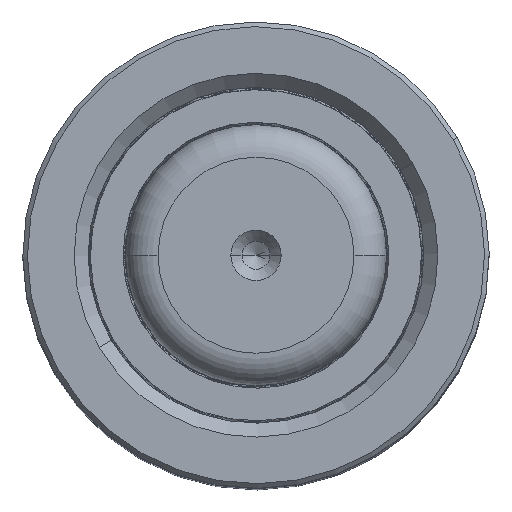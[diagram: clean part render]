
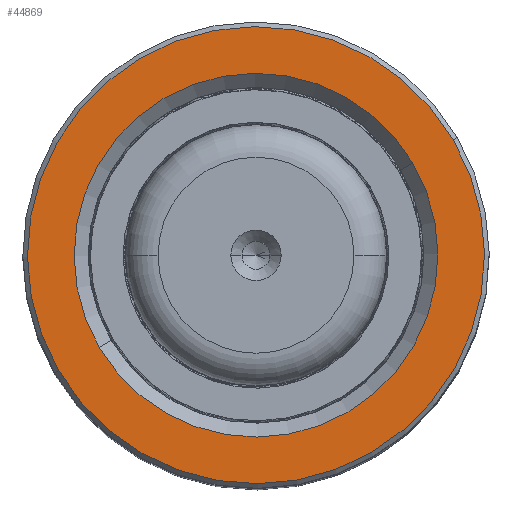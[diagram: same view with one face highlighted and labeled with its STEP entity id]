
A CAD part, top view. The second image highlights one B-rep face of the part: STEP entity #44869.
In plain terms, the highlighted planar face has unit normal (0, 0, 1).
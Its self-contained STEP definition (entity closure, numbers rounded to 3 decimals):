
#134 = CARTESIAN_POINT ( 'NONE',  ( 0., 0., 100. ) ) ;
#2599 = FACE_BOUND ( 'NONE', #13722, .T. ) ;
#5565 = CIRCLE ( 'NONE', #28074, 19.5 ) ;
#6223 = DIRECTION ( 'NONE',  ( 0., 0., 1. ) ) ;
#6450 = CIRCLE ( 'NONE', #38062, 24.5 ) ;
#8302 = ORIENTED_EDGE ( 'NONE', *, *, #33983, .T. ) ;
#10422 = DIRECTION ( 'NONE',  ( 1., 0., 0. ) ) ;
#10621 = CARTESIAN_POINT ( 'NONE',  ( 0., 0., 100. ) ) ;
#13660 = FACE_OUTER_BOUND ( 'NONE', #28080, .T. ) ;
#13722 = EDGE_LOOP ( 'NONE', ( #34896, #19108 ) ) ;
#14388 = VERTEX_POINT ( 'NONE', #50154 ) ;
#14806 = DIRECTION ( 'NONE',  ( 1., 0., 0. ) ) ;
#16882 = PLANE ( 'NONE',  #26857 ) ;
#17361 = CARTESIAN_POINT ( 'NONE',  ( -19.5, 0., 100. ) ) ;
#19108 = ORIENTED_EDGE ( 'NONE', *, *, #31991, .T. ) ;
#20510 = DIRECTION ( 'NONE',  ( 1., 0., 0. ) ) ;
#23764 = EDGE_CURVE ( 'NONE', #14388, #34653, #6450, .T. ) ;
#25070 = CARTESIAN_POINT ( 'NONE',  ( 0., 0., 100. ) ) ;
#25106 = CIRCLE ( 'NONE', #44574, 24.5 ) ;
#25827 = VERTEX_POINT ( 'NONE', #17361 ) ;
#26857 = AXIS2_PLACEMENT_3D ( 'NONE', #29164, #29348, #53600 ) ;
#28074 = AXIS2_PLACEMENT_3D ( 'NONE', #10621, #31275, #14806 ) ;
#28080 = EDGE_LOOP ( 'NONE', ( #8302, #40500 ) ) ;
#28579 = DIRECTION ( 'NONE',  ( 0., 0., 1. ) ) ;
#29164 = CARTESIAN_POINT ( 'NONE',  ( 0., 0., 100. ) ) ;
#29348 = DIRECTION ( 'NONE',  ( 0., 0., 1. ) ) ;
#29712 = DIRECTION ( 'NONE',  ( 1., 0., 0. ) ) ;
#30069 = DIRECTION ( 'NONE',  ( 0., 0., -1. ) ) ;
#31275 = DIRECTION ( 'NONE',  ( 0., 0., -1. ) ) ;
#31991 = EDGE_CURVE ( 'NONE', #25827, #38067, #5565, .T. ) ;
#33983 = EDGE_CURVE ( 'NONE', #34653, #14388, #25106, .T. ) ;
#34154 = CARTESIAN_POINT ( 'NONE',  ( 19.5, 0., 100. ) ) ;
#34653 = VERTEX_POINT ( 'NONE', #37189 ) ;
#34896 = ORIENTED_EDGE ( 'NONE', *, *, #50238, .T. ) ;
#35447 = CARTESIAN_POINT ( 'NONE',  ( 0., 0., 100. ) ) ;
#37189 = CARTESIAN_POINT ( 'NONE',  ( -24.5, 0., 100. ) ) ;
#38062 = AXIS2_PLACEMENT_3D ( 'NONE', #25070, #28579, #20510 ) ;
#38067 = VERTEX_POINT ( 'NONE', #34154 ) ;
#39803 = AXIS2_PLACEMENT_3D ( 'NONE', #134, #30069, #29712 ) ;
#40500 = ORIENTED_EDGE ( 'NONE', *, *, #23764, .T. ) ;
#44574 = AXIS2_PLACEMENT_3D ( 'NONE', #35447, #6223, #10422 ) ;
#44869 = ADVANCED_FACE ( 'NONE', ( #13660, #2599 ), #16882, .T. ) ;
#46818 = CIRCLE ( 'NONE', #39803, 19.5 ) ;
#50154 = CARTESIAN_POINT ( 'NONE',  ( 24.5, 0., 100. ) ) ;
#50238 = EDGE_CURVE ( 'NONE', #38067, #25827, #46818, .T. ) ;
#53600 = DIRECTION ( 'NONE',  ( 1., 0., 0. ) ) ;
